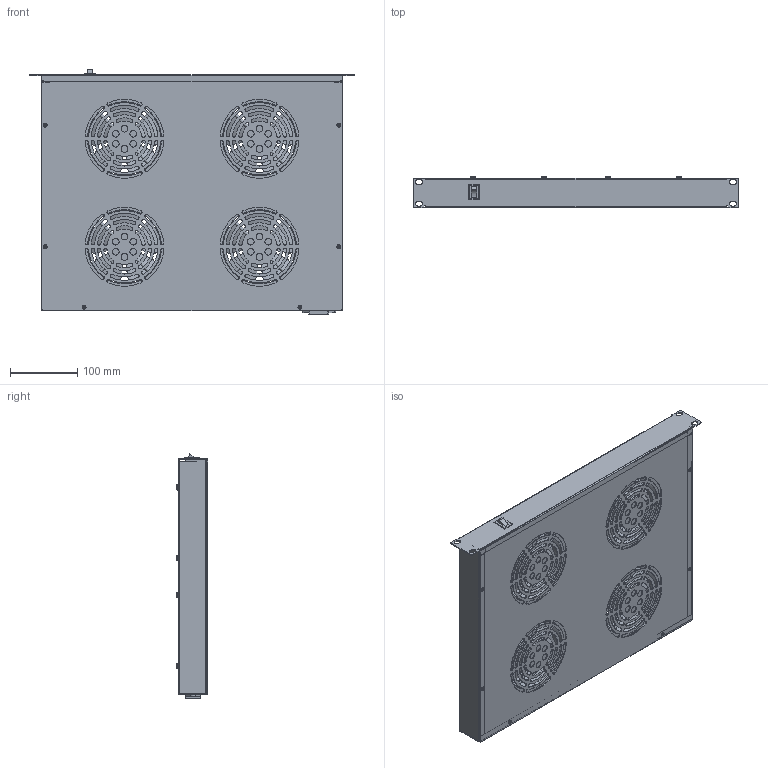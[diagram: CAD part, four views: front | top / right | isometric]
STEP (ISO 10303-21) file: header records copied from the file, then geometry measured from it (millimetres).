
FILE_DESCRIPTION (( 'STEP AP214' ), '1' );
FILE_NAME ('LC-4FRM1U-110V_3D.step', '2024-01-19T22:43:07', ( '' ), ( '' ), 'SwSTEP 2.0', 'SolidWorks 2022', '' );
FILE_SCHEMA (( 'AUTOMOTIVE_DESIGN' ));
Length unit declared in the file: millimetre
Products named in the file (8): countersunk flat head cross recess screw_iso_ISO 7046-1 - M3 x 12 - Z - 12N; tray_top^LC-4FRM1U-110V; cover^LC-4FRM1U-110V; pwr sw^LC-4FRM1U-110V; pwr entry mod^LC-4FRM1U-110V; pan head cross recess screw_iso_ISO 7045 - M4 x 16 - Z - 16N; fan^LC-4FRM1U-110V; LC-4FRM1U-110V_3D
Assembly tree (30 placements, depth 2):
  LC-4FRM1U-110V_3D
    tray_top^LC-4FRM1U-110V
    fan^LC-4FRM1U-110V  x4
    cover^LC-4FRM1U-110V
    pwr entry mod^LC-4FRM1U-110V
    pwr sw^LC-4FRM1U-110V
    pan head cross recess screw_iso_ISO 7045 - M4 x 16 - Z - 16N  x16
    countersunk flat head cross recess screw_iso_ISO 7046-1 - M3 x 12 - Z - 12N  x6
Bounding box: 482 x 47.02 x 362.2 mm (x, y, z)
Volume: 1232514.7 mm3; surface area: 1005329.6 mm2
Topology: 30 solids, 30 shells, 2751 faces, 7571 edges, 4848 vertices
Faces by surface type: cylinder 1598, plane 715, cone 190, bspline 140, torus 76, sphere 32
Entity records: 67074 total; most frequent: CARTESIAN_POINT 19234, DIRECTION 10674, ORIENTED_EDGE 9598, EDGE_CURVE 4799, AXIS2_PLACEMENT_3D 4374, VERTEX_POINT 3153, CIRCLE 2706, EDGE_LOOP 2274
